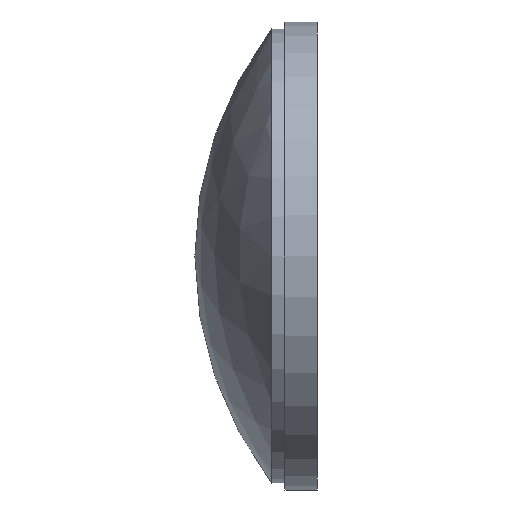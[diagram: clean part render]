
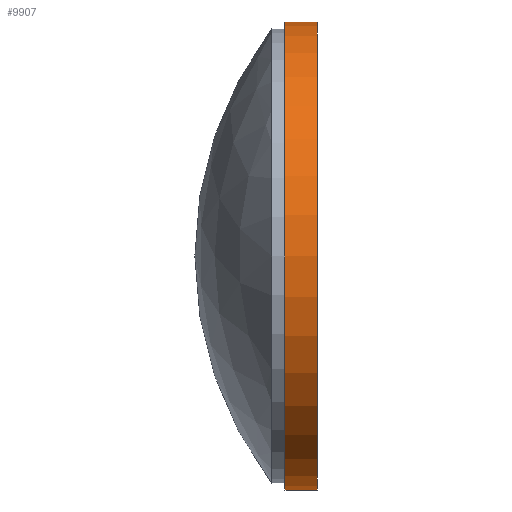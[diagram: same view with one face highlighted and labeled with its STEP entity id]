
A CAD part, front view. The second image highlights one B-rep face of the part: STEP entity #9907.
In plain terms, the highlighted cylindrical face has radius 161.925 mm (diameter 323.85 mm), a full revolution.
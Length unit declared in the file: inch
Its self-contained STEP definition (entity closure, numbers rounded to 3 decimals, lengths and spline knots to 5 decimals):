
#779 = DIRECTION ( 'NONE',  ( 0., 0., -1. ) ) ;
#2050 = CARTESIAN_POINT ( 'NONE',  ( 0., 0., 0. ) ) ;
#2332 = DIRECTION ( 'NONE',  ( 1., 0., 0. ) ) ;
#4352 = EDGE_LOOP ( 'NONE', ( #5340 ) ) ;
#5340 = ORIENTED_EDGE ( 'NONE', *, *, #18196, .T. ) ;
#6458 = AXIS2_PLACEMENT_3D ( 'NONE', #7663, #17766, #16211 ) ;
#6722 = VERTEX_POINT ( 'NONE', #18242 ) ;
#7540 = ORIENTED_EDGE ( 'NONE', *, *, #18377, .F. ) ;
#7663 = CARTESIAN_POINT ( 'NONE',  ( -0.4375, 0., 0. ) ) ;
#8583 = AXIS2_PLACEMENT_3D ( 'NONE', #15605, #2332, #779 ) ;
#9364 = FACE_OUTER_BOUND ( 'NONE', #4352, .T. ) ;
#9907 = ADVANCED_FACE ( 'NONE', ( #9364, #15149 ), #12162, .T. ) ;
#11126 = CIRCLE ( 'NONE', #8583, 6.375 ) ;
#12032 = VERTEX_POINT ( 'NONE', #16263 ) ;
#12162 = CYLINDRICAL_SURFACE ( 'NONE', #6458, 6.375 ) ;
#12392 = DIRECTION ( 'NONE',  ( 1., 0., 0. ) ) ;
#13803 = DIRECTION ( 'NONE',  ( 0., 0., -1. ) ) ;
#15149 = FACE_OUTER_BOUND ( 'NONE', #15741, .T. ) ;
#15605 = CARTESIAN_POINT ( 'NONE',  ( -0.875, 0., 0. ) ) ;
#15741 = EDGE_LOOP ( 'NONE', ( #7540 ) ) ;
#15771 = AXIS2_PLACEMENT_3D ( 'NONE', #2050, #12392, #13803 ) ;
#16211 = DIRECTION ( 'NONE',  ( 0., 1., 0. ) ) ;
#16263 = CARTESIAN_POINT ( 'NONE',  ( 0., 0., -6.375 ) ) ;
#17766 = DIRECTION ( 'NONE',  ( 1., 0., 0. ) ) ;
#18046 = CIRCLE ( 'NONE', #15771, 6.375 ) ;
#18196 = EDGE_CURVE ( 'NONE', #6722, #6722, #11126, .T. ) ;
#18242 = CARTESIAN_POINT ( 'NONE',  ( -0.875, 0., -6.375 ) ) ;
#18377 = EDGE_CURVE ( 'NONE', #12032, #12032, #18046, .T. ) ;
